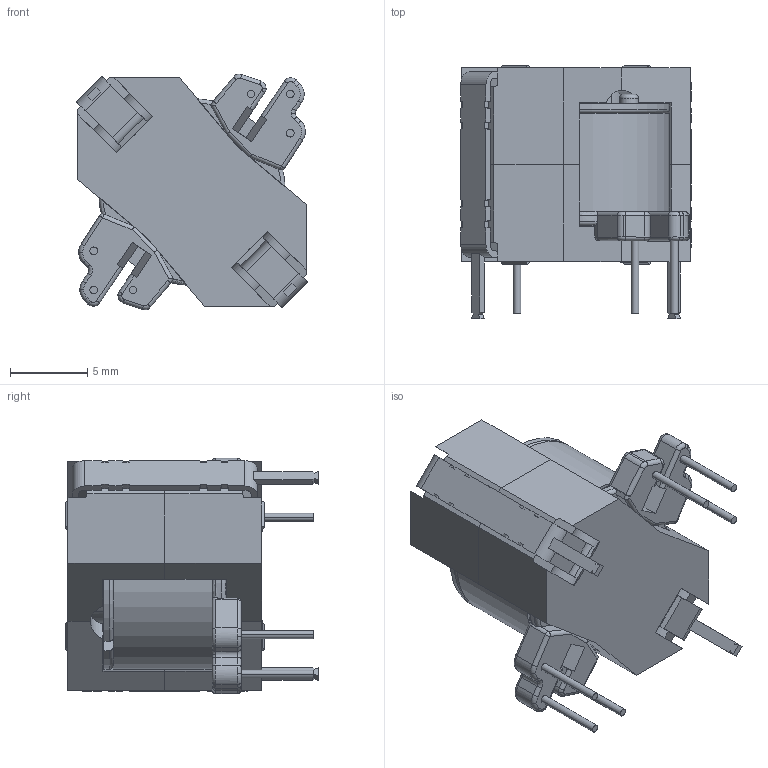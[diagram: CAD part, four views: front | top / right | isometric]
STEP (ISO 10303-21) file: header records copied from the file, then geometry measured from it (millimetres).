
FILE_DESCRIPTION (( 'STEP AP214' ), '1' );
FILE_NAME ('RM6_5757_0222.STEP', '2019-02-01T14:41:44', ( '' ), ( '' ), 'SwSTEP 2.0', 'SolidWorks 2017', '' );
FILE_SCHEMA (( 'AUTOMOTIVE_DESIGN' ));
Length unit declared in the file: millimetre
Products named in the file (5): 139-0222_6A; 150-2622_6A; 070-5757_coil; 070-5757_6C; RM6_5757_0222
Assembly tree (6 placements, depth 2):
  RM6_5757_0222
    070-5757_6C
    070-5757_coil
    150-2622_6A  x2
    139-0222_6A  x2
Bounding box: 14.94 x 16.42 x 15.26 mm (x, y, z)
Volume: 1954.4 mm3; surface area: 3004.4 mm2
Topology: 7 solids, 7 shells, 405 faces, 1082 edges, 696 vertices
Faces by surface type: plane 226, cylinder 122, torus 53, sphere 4
Entity records: 9844 total; most frequent: CARTESIAN_POINT 1792, DIRECTION 1663, ORIENTED_EDGE 1592, EDGE_CURVE 796, AXIS2_PLACEMENT_3D 597, VERTEX_POINT 508, VECTOR 469, LINE 469
